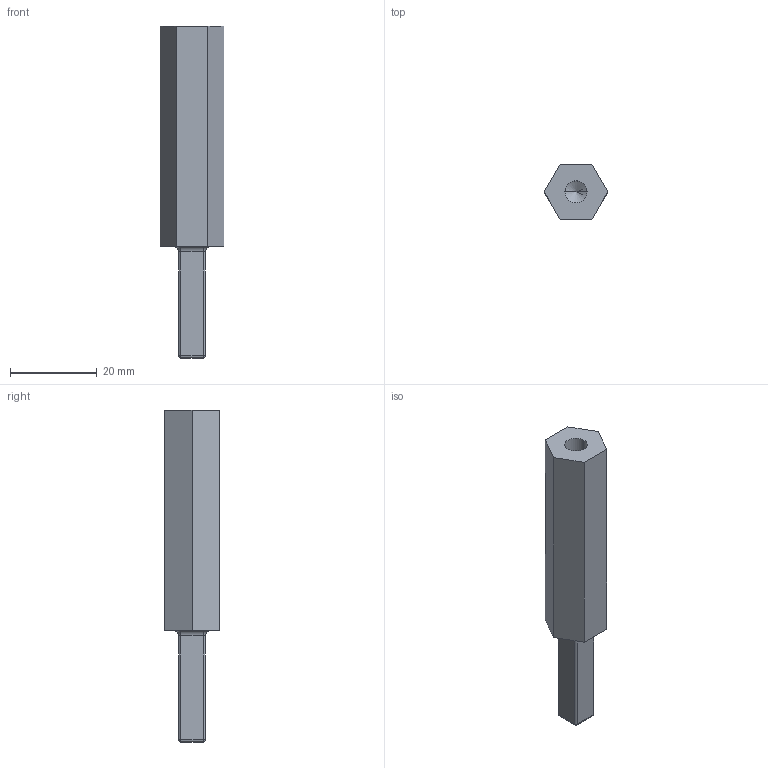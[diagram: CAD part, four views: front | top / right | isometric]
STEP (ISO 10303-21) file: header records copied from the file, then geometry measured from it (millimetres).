
FILE_DESCRIPTION (( 'STEP AP214' ), '1' );
FILE_NAME ('am-3723 Bosch AHC-2 12V 500 Hex Adapter Shaft.STEP', '2018-01-03T14:38:24', ( '' ), ( '' ), 'SwSTEP 2.0', 'SolidWorks 2017', '' );
FILE_SCHEMA (( 'AUTOMOTIVE_DESIGN' ));
Length unit declared in the file: inch
Products named in the file (2): am-3723 Bosch AHC-2 12V 500 Hex Adapter Shaft
Bounding box: 14.66 x 12.7 x 76.55 mm (x, y, z)
Volume: 7625.7 mm3; surface area: 3516.9 mm2
Topology: 1 solids, 1 shells, 41 faces, 94 edges, 50 vertices
Faces by surface type: cylinder 16, plane 13, cone 4, sphere 4, torus 4
Entity records: 1187 total; most frequent: DIRECTION 208, CARTESIAN_POINT 179, ORIENTED_EDGE 172, EDGE_CURVE 86, AXIS2_PLACEMENT_3D 79, VECTOR 50, LINE 50, VERTEX_POINT 50
